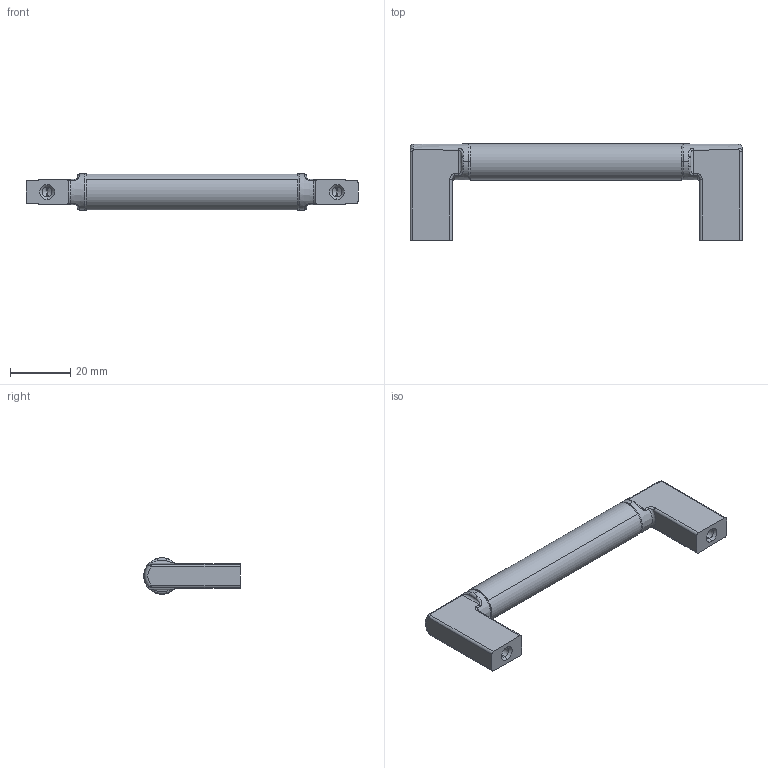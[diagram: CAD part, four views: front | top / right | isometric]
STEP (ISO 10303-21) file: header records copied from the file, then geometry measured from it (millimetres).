
FILE_DESCRIPTION(('Creo Elements/Direct Modeling STEP Export'),'2;1');
FILE_NAME('2457-110.stp','2024-06-19T10:38:13',(''),(''),'Creo Elements/Direct Modeling STEP processor for AP214 (Solid Model)','Creo Elements/Direct Modeling 20.0 12-Nov-2016 (C) Parametric Technology GmbH','');
FILE_SCHEMA(('AUTOMOTIVE_DESIGN { 1 0 10303 214 1 1 1 1 }'));
Length unit declared in the file: millimetre
Products named in the file (4): Sockel.1; Reling; Sockel.1.1; DIV-11329.1
Assembly tree (3 placements, depth 2):
  DIV-11329.1
    Sockel.1.1
    Reling
    Sockel.1
Bounding box: 110 x 32.03 x 12.05 mm (x, y, z)
Volume: 14904.9 mm3; surface area: 8523.2 mm2
Topology: 3 solids, 3 shells, 168 faces, 436 edges, 276 vertices
Faces by surface type: cone 48, plane 46, cylinder 38, bspline 24, torus 12
Entity records: 14767 total; most frequent: CARTESIAN_POINT 10980, ORIENTED_EDGE 864, DIRECTION 610, EDGE_CURVE 432, VERTEX_POINT 276, AXIS2_PLACEMENT_3D 256, EDGE_LOOP 176, FACE_OUTER_BOUND 168
